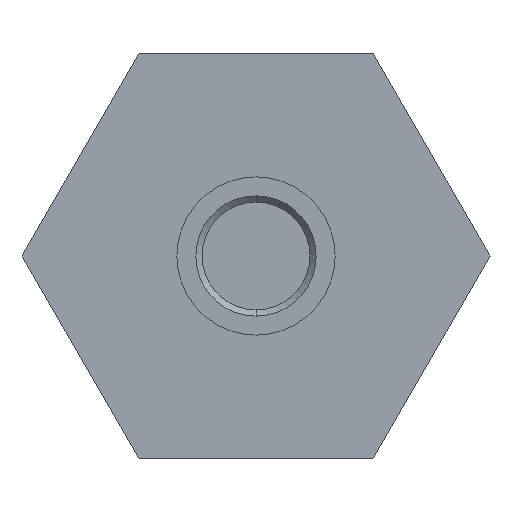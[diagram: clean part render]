
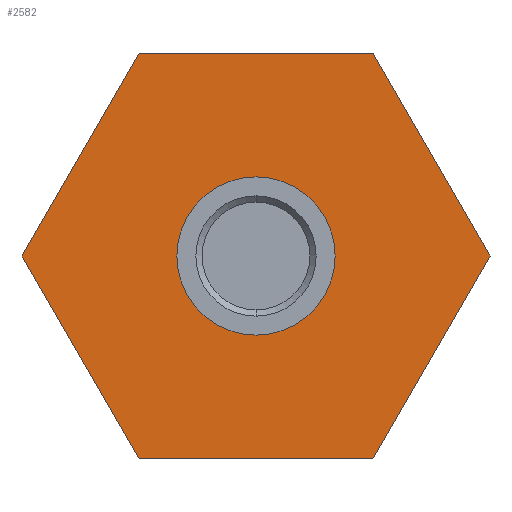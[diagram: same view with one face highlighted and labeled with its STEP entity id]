
A CAD part, front view. The second image highlights one B-rep face of the part: STEP entity #2582.
In plain terms, the highlighted face is planar.
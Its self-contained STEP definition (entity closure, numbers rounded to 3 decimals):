
#3 = LINE ( 'NONE', #2661, #623 ) ;
#13 = EDGE_CURVE ( 'NONE', #2381, #2057, #2859, .T. ) ;
#73 = VERTEX_POINT ( 'NONE', #689 ) ;
#75 = DIRECTION ( 'NONE',  ( 0., 0., 1. ) ) ;
#112 = CARTESIAN_POINT ( 'NONE',  ( 0., 0., -20. ) ) ;
#118 = EDGE_CURVE ( 'NONE', #73, #2381, #3, .T. ) ;
#147 = ORIENTED_EDGE ( 'NONE', *, *, #118, .F. ) ;
#193 = EDGE_CURVE ( 'NONE', #955, #73, #210, .T. ) ;
#210 = LINE ( 'NONE', #1644, #1463 ) ;
#212 = CIRCLE ( 'NONE', #3169, 6.25 ) ;
#227 = ORIENTED_EDGE ( 'NONE', *, *, #13, .F. ) ;
#234 = CARTESIAN_POINT ( 'NONE',  ( -9.238, 16., -20. ) ) ;
#236 = VECTOR ( 'NONE', #720, 1000. ) ;
#258 = VECTOR ( 'NONE', #1947, 1000. ) ;
#294 = EDGE_CURVE ( 'NONE', #2196, #955, #2436, .T. ) ;
#338 = VERTEX_POINT ( 'NONE', #2679 ) ;
#363 = EDGE_CURVE ( 'NONE', #338, #2196, #966, .T. ) ;
#389 = DIRECTION ( 'NONE',  ( 0., -1., 0. ) ) ;
#400 = ORIENTED_EDGE ( 'NONE', *, *, #193, .F. ) ;
#417 = DIRECTION ( 'NONE',  ( -0.5, -0.866, 0. ) ) ;
#443 = EDGE_CURVE ( 'NONE', #2057, #338, #2576, .T. ) ;
#469 = CARTESIAN_POINT ( 'NONE',  ( 0., -6.25, -20. ) ) ;
#498 = FACE_BOUND ( 'NONE', #1051, .T. ) ;
#623 = VECTOR ( 'NONE', #1217, 1000. ) ;
#689 = CARTESIAN_POINT ( 'NONE',  ( -9.238, -16., -20. ) ) ;
#720 = DIRECTION ( 'NONE',  ( 0.5, 0.866, 0. ) ) ;
#751 = ORIENTED_EDGE ( 'NONE', *, *, #443, .F. ) ;
#955 = VERTEX_POINT ( 'NONE', #3133 ) ;
#966 = LINE ( 'NONE', #2200, #258 ) ;
#989 = VERTEX_POINT ( 'NONE', #469 ) ;
#1003 = ORIENTED_EDGE ( 'NONE', *, *, #2415, .T. ) ;
#1038 = DIRECTION ( 'NONE',  ( -0.5, 0.866, 0. ) ) ;
#1051 = EDGE_LOOP ( 'NONE', ( #1003, #2962 ) ) ;
#1143 = PLANE ( 'NONE',  #2633 ) ;
#1217 = DIRECTION ( 'NONE',  ( 1., 0., 0. ) ) ;
#1290 = VECTOR ( 'NONE', #1038, 1000. ) ;
#1332 = CARTESIAN_POINT ( 'NONE',  ( 0., 6.25, -20. ) ) ;
#1376 = DIRECTION ( 'NONE',  ( 1., 0., 0. ) ) ;
#1442 = EDGE_CURVE ( 'NONE', #1953, #989, #1764, .T. ) ;
#1463 = VECTOR ( 'NONE', #1524, 1000. ) ;
#1520 = EDGE_LOOP ( 'NONE', ( #227, #147, #400, #3168, #2249, #751 ) ) ;
#1524 = DIRECTION ( 'NONE',  ( 0.5, -0.866, 0. ) ) ;
#1578 = CARTESIAN_POINT ( 'NONE',  ( 0., 0., -20. ) ) ;
#1644 = CARTESIAN_POINT ( 'NONE',  ( -18.475, 0., -20. ) ) ;
#1708 = CARTESIAN_POINT ( 'NONE',  ( -9.238, 16., -20. ) ) ;
#1764 = CIRCLE ( 'NONE', #3183, 6.25 ) ;
#1804 = CARTESIAN_POINT ( 'NONE',  ( 9.238, -16., -20. ) ) ;
#1813 = DIRECTION ( 'NONE',  ( 0., -1., 0. ) ) ;
#1847 = DIRECTION ( 'NONE',  ( 0., 0., 1. ) ) ;
#1947 = DIRECTION ( 'NONE',  ( -1., 0., 0. ) ) ;
#1953 = VERTEX_POINT ( 'NONE', #1332 ) ;
#2057 = VERTEX_POINT ( 'NONE', #2127 ) ;
#2096 = CARTESIAN_POINT ( 'NONE',  ( 0., 0., -20. ) ) ;
#2127 = CARTESIAN_POINT ( 'NONE',  ( 18.475, 0., -20. ) ) ;
#2196 = VERTEX_POINT ( 'NONE', #1708 ) ;
#2200 = CARTESIAN_POINT ( 'NONE',  ( 9.238, 16., -20. ) ) ;
#2249 = ORIENTED_EDGE ( 'NONE', *, *, #363, .F. ) ;
#2370 = VECTOR ( 'NONE', #417, 1000. ) ;
#2381 = VERTEX_POINT ( 'NONE', #1804 ) ;
#2415 = EDGE_CURVE ( 'NONE', #989, #1953, #212, .T. ) ;
#2436 = LINE ( 'NONE', #234, #2370 ) ;
#2576 = LINE ( 'NONE', #2950, #1290 ) ;
#2582 = ADVANCED_FACE ( 'NONE', ( #498, #3082 ), #1143, .F. ) ;
#2633 = AXIS2_PLACEMENT_3D ( 'NONE', #2096, #2824, #1376 ) ;
#2661 = CARTESIAN_POINT ( 'NONE',  ( -9.238, -16., -20. ) ) ;
#2679 = CARTESIAN_POINT ( 'NONE',  ( 9.238, 16., -20. ) ) ;
#2824 = DIRECTION ( 'NONE',  ( 0., 0., 1. ) ) ;
#2859 = LINE ( 'NONE', #3121, #236 ) ;
#2950 = CARTESIAN_POINT ( 'NONE',  ( 18.475, 0., -20. ) ) ;
#2962 = ORIENTED_EDGE ( 'NONE', *, *, #1442, .T. ) ;
#3082 = FACE_OUTER_BOUND ( 'NONE', #1520, .T. ) ;
#3121 = CARTESIAN_POINT ( 'NONE',  ( 9.238, -16., -20. ) ) ;
#3133 = CARTESIAN_POINT ( 'NONE',  ( -18.475, 0., -20. ) ) ;
#3168 = ORIENTED_EDGE ( 'NONE', *, *, #294, .F. ) ;
#3169 = AXIS2_PLACEMENT_3D ( 'NONE', #1578, #75, #1813 ) ;
#3183 = AXIS2_PLACEMENT_3D ( 'NONE', #112, #1847, #389 ) ;
